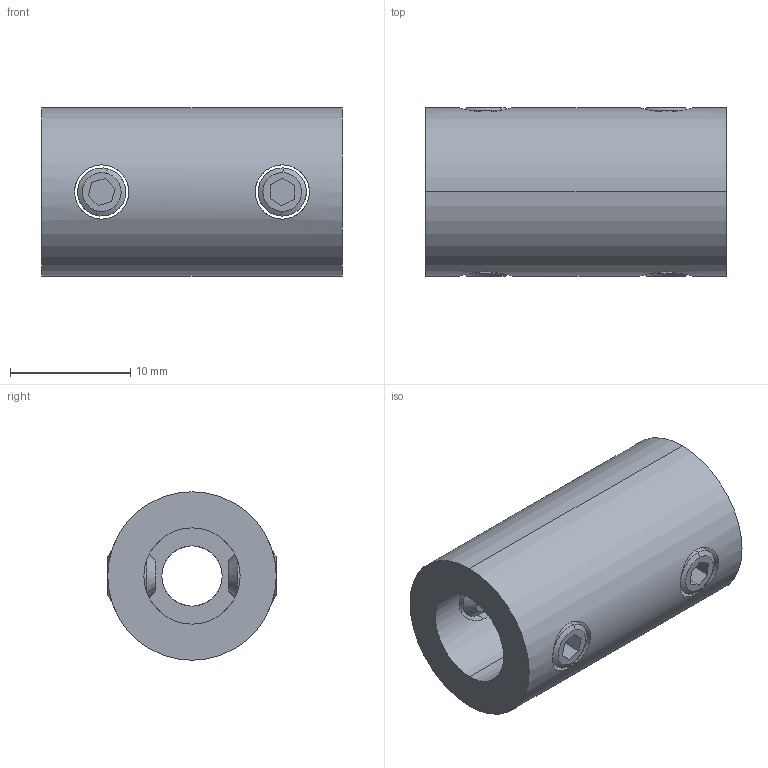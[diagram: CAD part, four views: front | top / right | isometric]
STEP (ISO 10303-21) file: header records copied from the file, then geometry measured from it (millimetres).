
FILE_DESCRIPTION (( 'STEP AP203' ), '1' );
FILE_NAME ('Shaft Coupler 8-5mm_Default_sldprt.STEP', '2025-12-16T23:09:31', ( '' ), ( '' ), 'SwSTEP 2.0', 'SolidWorks 2022', '' );
FILE_SCHEMA (( 'CONFIG_CONTROL_DESIGN' ));
Length unit declared in the file: millimetre
Products named in the file (1): Shaft Coupler 8-5mm_Default_sldprt
Bounding box: 25 x 14 x 14 mm (x, y, z)
Volume: 2877.8 mm3; surface area: 2287.4 mm2
Topology: 5 solids, 5 shells, 77 faces, 172 edges, 110 vertices
Faces by surface type: plane 39, cylinder 22, cone 16
Entity records: 3223 total; most frequent: CARTESIAN_POINT 1412, DIRECTION 354, ORIENTED_EDGE 344, EDGE_CURVE 172, AXIS2_PLACEMENT_3D 122, VECTOR 110, VERTEX_POINT 110, LINE 110
